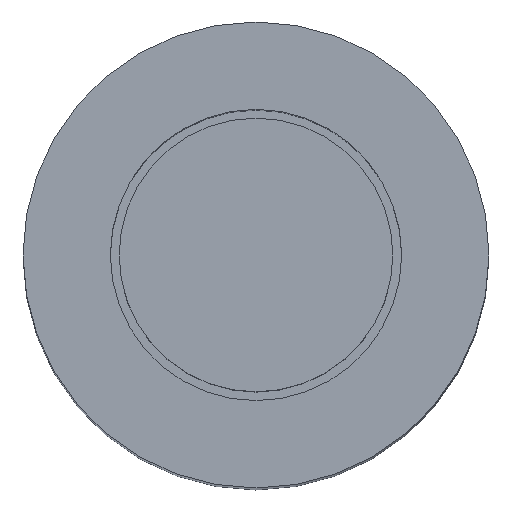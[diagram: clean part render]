
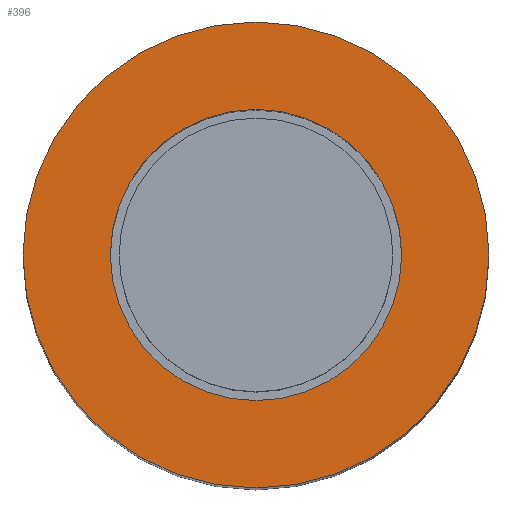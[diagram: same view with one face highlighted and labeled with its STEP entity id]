
A CAD part, top view. The second image highlights one B-rep face of the part: STEP entity #396.
In plain terms, the highlighted planar face has unit normal (0, 0, 1).
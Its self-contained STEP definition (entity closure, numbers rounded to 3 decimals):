
#26 = CIRCLE ( 'NONE', #149, 4. ) ;
#38 = CARTESIAN_POINT ( 'NONE',  ( -4., 0., 0. ) ) ;
#40 = DIRECTION ( 'NONE',  ( 1., 0., 0. ) ) ;
#44 = CIRCLE ( 'NONE', #619, 4. ) ;
#46 = DIRECTION ( 'NONE',  ( 0., 0., 1. ) ) ;
#52 = CARTESIAN_POINT ( 'NONE',  ( 0., 0., 0. ) ) ;
#73 = AXIS2_PLACEMENT_3D ( 'NONE', #428, #422, #421 ) ;
#119 = FACE_BOUND ( 'NONE', #473, .T. ) ;
#145 = DIRECTION ( 'NONE',  ( 1., 0., 0. ) ) ;
#146 = DIRECTION ( 'NONE',  ( 0., 0., 1. ) ) ;
#149 = AXIS2_PLACEMENT_3D ( 'NONE', #52, #46, #40 ) ;
#150 = CARTESIAN_POINT ( 'NONE',  ( 0., 0., 0. ) ) ;
#161 = DIRECTION ( 'NONE',  ( 1., 0., 0. ) ) ;
#163 = DIRECTION ( 'NONE',  ( 0., 0., 1. ) ) ;
#166 = FACE_OUTER_BOUND ( 'NONE', #906, .T. ) ;
#170 = VERTEX_POINT ( 'NONE', #38 ) ;
#215 = DIRECTION ( 'NONE',  ( 0., 0., 1. ) ) ;
#320 = ORIENTED_EDGE ( 'NONE', *, *, #646, .T. ) ;
#341 = CARTESIAN_POINT ( 'NONE',  ( -2.5, 0., 0. ) ) ;
#385 = CARTESIAN_POINT ( 'NONE',  ( 0., 0., 0. ) ) ;
#396 = ADVANCED_FACE ( 'NONE', ( #166, #119 ), #480, .T. ) ;
#403 = CARTESIAN_POINT ( 'NONE',  ( 4., 0., 0. ) ) ;
#421 = DIRECTION ( 'NONE',  ( 1., 0., 0. ) ) ;
#422 = DIRECTION ( 'NONE',  ( 0., 0., 1. ) ) ;
#425 = CIRCLE ( 'NONE', #897, 2.5 ) ;
#428 = CARTESIAN_POINT ( 'NONE',  ( 0., 2.5, 0. ) ) ;
#444 = VERTEX_POINT ( 'NONE', #403 ) ;
#466 = DIRECTION ( 'NONE',  ( 1., 0., 0. ) ) ;
#473 = EDGE_LOOP ( 'NONE', ( #554, #622 ) ) ;
#480 = PLANE ( 'NONE',  #73 ) ;
#481 = CIRCLE ( 'NONE', #863, 2.5 ) ;
#554 = ORIENTED_EDGE ( 'NONE', *, *, #645, .F. ) ;
#619 = AXIS2_PLACEMENT_3D ( 'NONE', #150, #146, #145 ) ;
#622 = ORIENTED_EDGE ( 'NONE', *, *, #857, .F. ) ;
#645 = EDGE_CURVE ( 'NONE', #812, #828, #481, .T. ) ;
#646 = EDGE_CURVE ( 'NONE', #170, #444, #44, .T. ) ;
#706 = CARTESIAN_POINT ( 'NONE',  ( 0., 0., 0. ) ) ;
#710 = EDGE_CURVE ( 'NONE', #444, #170, #26, .T. ) ;
#797 = CARTESIAN_POINT ( 'NONE',  ( 2.5, 0., 0. ) ) ;
#812 = VERTEX_POINT ( 'NONE', #797 ) ;
#828 = VERTEX_POINT ( 'NONE', #341 ) ;
#851 = ORIENTED_EDGE ( 'NONE', *, *, #710, .T. ) ;
#857 = EDGE_CURVE ( 'NONE', #828, #812, #425, .T. ) ;
#863 = AXIS2_PLACEMENT_3D ( 'NONE', #385, #163, #161 ) ;
#897 = AXIS2_PLACEMENT_3D ( 'NONE', #706, #215, #466 ) ;
#906 = EDGE_LOOP ( 'NONE', ( #851, #320 ) ) ;
